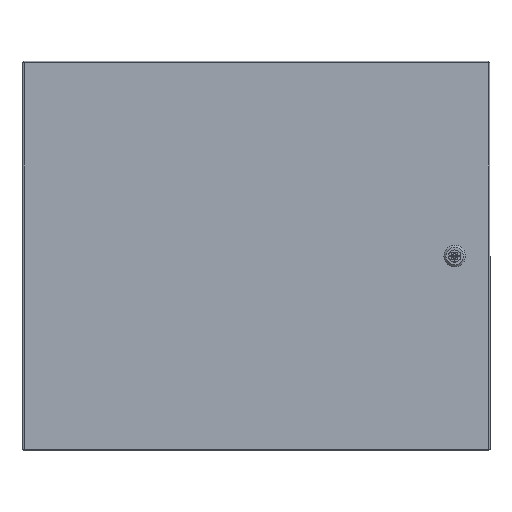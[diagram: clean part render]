
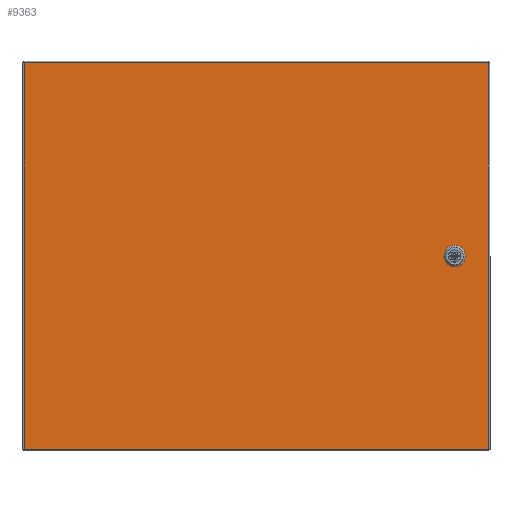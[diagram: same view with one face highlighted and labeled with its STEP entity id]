
A CAD part, front view. The second image highlights one B-rep face of the part: STEP entity #9363.
In plain terms, the highlighted planar face has unit normal (0, -1, 0).
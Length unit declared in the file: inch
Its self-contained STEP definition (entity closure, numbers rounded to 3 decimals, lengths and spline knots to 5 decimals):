
#101 = CARTESIAN_POINT ( 'NONE',  ( 9.96, -6.822, -0.396 ) ) ;
#488 = DIRECTION ( 'NONE',  ( -0.707, 0., 0.707 ) ) ;
#892 = CARTESIAN_POINT ( 'NONE',  ( -11.896, -6.822, -9.899 ) ) ;
#1008 = VERTEX_POINT ( 'NONE', #7345 ) ;
#1162 = VERTEX_POINT ( 'NONE', #15137 ) ;
#1335 = VECTOR ( 'NONE', #10555, 39.37008 ) ;
#1393 = CARTESIAN_POINT ( 'NONE',  ( 11.901, -6.822, -9.899 ) ) ;
#1453 = VERTEX_POINT ( 'NONE', #19113 ) ;
#1464 = ORIENTED_EDGE ( 'NONE', *, *, #11293, .T. ) ;
#1910 = CARTESIAN_POINT ( 'NONE',  ( 9.7955, -6.822, -0.2315 ) ) ;
#2058 = CARTESIAN_POINT ( 'NONE',  ( 11.901, -6.822, 9.898 ) ) ;
#2118 = DIRECTION ( 'NONE',  ( 0., 0., 1. ) ) ;
#2197 = VERTEX_POINT ( 'NONE', #1910 ) ;
#2227 = CARTESIAN_POINT ( 'NONE',  ( 10.5865, -6.822, -0.2315 ) ) ;
#2297 = VERTEX_POINT ( 'NONE', #10466 ) ;
#2435 = CARTESIAN_POINT ( 'NONE',  ( 9.7955, -6.822, 0.2305 ) ) ;
#2585 = ORIENTED_EDGE ( 'NONE', *, *, #5607, .T. ) ;
#3007 = VECTOR ( 'NONE', #7789, 39.37008 ) ;
#3354 = LINE ( 'NONE', #101, #10155 ) ;
#3689 = CARTESIAN_POINT ( 'NONE',  ( -11.896, -6.822, -9.899 ) ) ;
#4059 = VECTOR ( 'NONE', #5090, 39.37008 ) ;
#4075 = DIRECTION ( 'NONE',  ( 1., 0., 0. ) ) ;
#4118 = VECTOR ( 'NONE', #18185, 39.37008 ) ;
#4333 = FACE_OUTER_BOUND ( 'NONE', #16793, .T. ) ;
#4535 = EDGE_CURVE ( 'NONE', #1162, #2297, #3354, .T. ) ;
#4691 = VECTOR ( 'NONE', #16996, 39.37008 ) ;
#5027 = VERTEX_POINT ( 'NONE', #12525 ) ;
#5090 = DIRECTION ( 'NONE',  ( -1., 0., 0. ) ) ;
#5145 = ORIENTED_EDGE ( 'NONE', *, *, #8536, .T. ) ;
#5177 = VECTOR ( 'NONE', #5596, 39.37008 ) ;
#5596 = DIRECTION ( 'NONE',  ( 0., 0., -1. ) ) ;
#5607 = EDGE_CURVE ( 'NONE', #1008, #15508, #21092, .T. ) ;
#5672 = CARTESIAN_POINT ( 'NONE',  ( 10.422, -6.822, 0.395 ) ) ;
#5817 = LINE ( 'NONE', #8655, #5177 ) ;
#5895 = CARTESIAN_POINT ( 'NONE',  ( 9.96, -6.822, 0.395 ) ) ;
#6064 = ORIENTED_EDGE ( 'NONE', *, *, #15593, .T. ) ;
#6073 = DIRECTION ( 'NONE',  ( 0., 0., -1. ) ) ;
#6427 = AXIS2_PLACEMENT_3D ( 'NONE', #12362, #18962, #6073 ) ;
#6911 = EDGE_CURVE ( 'NONE', #15508, #16915, #19705, .T. ) ;
#7238 = CARTESIAN_POINT ( 'NONE',  ( 10.5865, -6.822, 0.2305 ) ) ;
#7345 = CARTESIAN_POINT ( 'NONE',  ( 11.901, -6.822, -9.899 ) ) ;
#7705 = PLANE ( 'NONE',  #6427 ) ;
#7789 = DIRECTION ( 'NONE',  ( 0., 0., 1. ) ) ;
#7888 = ORIENTED_EDGE ( 'NONE', *, *, #18604, .T. ) ;
#7973 = CARTESIAN_POINT ( 'NONE',  ( 10.422, -6.822, 0.395 ) ) ;
#8482 = VECTOR ( 'NONE', #488, 39.37008 ) ;
#8536 = EDGE_CURVE ( 'NONE', #13462, #18270, #9800, .T. ) ;
#8655 = CARTESIAN_POINT ( 'NONE',  ( 10.5865, -6.822, -0.2315 ) ) ;
#8682 = LINE ( 'NONE', #3689, #4691 ) ;
#9363 = ADVANCED_FACE ( 'NONE', ( #4333, #17551 ), #7705, .T. ) ;
#9685 = ORIENTED_EDGE ( 'NONE', *, *, #18211, .T. ) ;
#9800 = LINE ( 'NONE', #7973, #13008 ) ;
#9955 = CARTESIAN_POINT ( 'NONE',  ( -11.896, -6.822, 9.898 ) ) ;
#10020 = VERTEX_POINT ( 'NONE', #2227 ) ;
#10155 = VECTOR ( 'NONE', #11814, 39.37008 ) ;
#10187 = EDGE_CURVE ( 'NONE', #1453, #16188, #19199, .T. ) ;
#10303 = LINE ( 'NONE', #19125, #18922 ) ;
#10460 = LINE ( 'NONE', #2435, #11758 ) ;
#10466 = CARTESIAN_POINT ( 'NONE',  ( 9.96, -6.822, -0.396 ) ) ;
#10555 = DIRECTION ( 'NONE',  ( 0.707, 0., 0.707 ) ) ;
#11293 = EDGE_CURVE ( 'NONE', #2297, #2197, #16634, .T. ) ;
#11585 = CARTESIAN_POINT ( 'NONE',  ( 10.5865, -6.822, -0.2315 ) ) ;
#11758 = VECTOR ( 'NONE', #2118, 39.37008 ) ;
#11814 = DIRECTION ( 'NONE',  ( -1., 0., 0. ) ) ;
#12362 = CARTESIAN_POINT ( 'NONE',  ( -11.896, -6.822, -9.899 ) ) ;
#12525 = CARTESIAN_POINT ( 'NONE',  ( -11.896, -6.822, -9.899 ) ) ;
#13008 = VECTOR ( 'NONE', #16400, 39.37008 ) ;
#13219 = LINE ( 'NONE', #11585, #4118 ) ;
#13462 = VERTEX_POINT ( 'NONE', #5672 ) ;
#13786 = LINE ( 'NONE', #892, #14539 ) ;
#13803 = EDGE_CURVE ( 'NONE', #16915, #5027, #8682, .T. ) ;
#14007 = ORIENTED_EDGE ( 'NONE', *, *, #6911, .T. ) ;
#14360 = ORIENTED_EDGE ( 'NONE', *, *, #10187, .T. ) ;
#14539 = VECTOR ( 'NONE', #18759, 39.37008 ) ;
#15137 = CARTESIAN_POINT ( 'NONE',  ( 10.422, -6.822, -0.396 ) ) ;
#15311 = CARTESIAN_POINT ( 'NONE',  ( 9.96, -6.822, 0.395 ) ) ;
#15422 = ORIENTED_EDGE ( 'NONE', *, *, #4535, .T. ) ;
#15508 = VERTEX_POINT ( 'NONE', #2058 ) ;
#15593 = EDGE_CURVE ( 'NONE', #16188, #13462, #10303, .T. ) ;
#16188 = VERTEX_POINT ( 'NONE', #15311 ) ;
#16400 = DIRECTION ( 'NONE',  ( 0.707, 0., -0.707 ) ) ;
#16634 = LINE ( 'NONE', #16943, #8482 ) ;
#16793 = EDGE_LOOP ( 'NONE', ( #2585, #14007, #18920, #20291 ) ) ;
#16915 = VERTEX_POINT ( 'NONE', #9955 ) ;
#16943 = CARTESIAN_POINT ( 'NONE',  ( 9.7955, -6.822, -0.2315 ) ) ;
#16996 = DIRECTION ( 'NONE',  ( 0., 0., -1. ) ) ;
#17005 = EDGE_LOOP ( 'NONE', ( #7888, #14360, #6064, #5145, #20709, #9685, #15422, #1464 ) ) ;
#17110 = EDGE_CURVE ( 'NONE', #18270, #10020, #5817, .T. ) ;
#17512 = EDGE_CURVE ( 'NONE', #5027, #1008, #13786, .T. ) ;
#17551 = FACE_BOUND ( 'NONE', #17005, .T. ) ;
#18185 = DIRECTION ( 'NONE',  ( -0.707, 0., -0.707 ) ) ;
#18211 = EDGE_CURVE ( 'NONE', #10020, #1162, #13219, .T. ) ;
#18270 = VERTEX_POINT ( 'NONE', #7238 ) ;
#18604 = EDGE_CURVE ( 'NONE', #2197, #1453, #10460, .T. ) ;
#18759 = DIRECTION ( 'NONE',  ( 1., 0., 0. ) ) ;
#18920 = ORIENTED_EDGE ( 'NONE', *, *, #13803, .T. ) ;
#18922 = VECTOR ( 'NONE', #4075, 39.37008 ) ;
#18962 = DIRECTION ( 'NONE',  ( 0., -1., 0. ) ) ;
#19113 = CARTESIAN_POINT ( 'NONE',  ( 9.7955, -6.822, 0.2305 ) ) ;
#19125 = CARTESIAN_POINT ( 'NONE',  ( 10.422, -6.822, 0.395 ) ) ;
#19199 = LINE ( 'NONE', #5895, #1335 ) ;
#19705 = LINE ( 'NONE', #21321, #4059 ) ;
#20291 = ORIENTED_EDGE ( 'NONE', *, *, #17512, .T. ) ;
#20709 = ORIENTED_EDGE ( 'NONE', *, *, #17110, .T. ) ;
#21092 = LINE ( 'NONE', #1393, #3007 ) ;
#21321 = CARTESIAN_POINT ( 'NONE',  ( -11.896, -6.822, 9.898 ) ) ;
